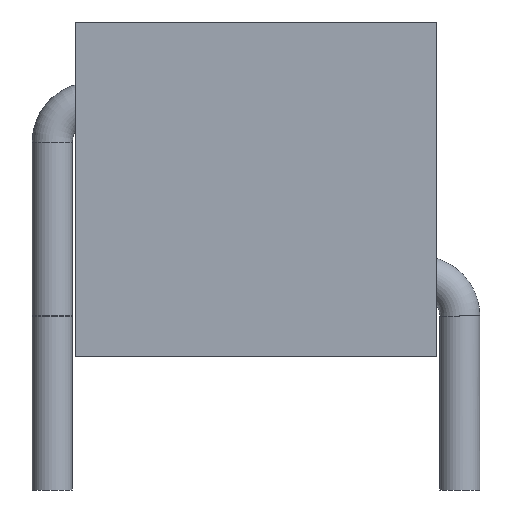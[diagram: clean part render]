
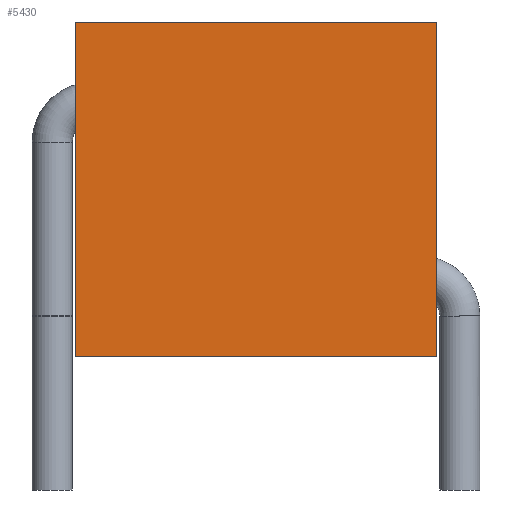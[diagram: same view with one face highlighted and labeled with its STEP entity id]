
A CAD part, front view. The second image highlights one B-rep face of the part: STEP entity #5430.
In plain terms, the highlighted planar face has unit normal (0, -1, 0).
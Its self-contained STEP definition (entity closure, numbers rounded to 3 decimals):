
#436=LINE('',#7791,#906);
#497=LINE('',#8217,#967);
#498=LINE('',#8219,#968);
#499=LINE('',#8221,#969);
#906=VECTOR('',#6295,1000.);
#967=VECTOR('',#6384,1000.);
#968=VECTOR('',#6387,1000.);
#969=VECTOR('',#6388,1000.);
#1774=ORIENTED_EDGE('',*,*,#2581,.F.);
#1775=ORIENTED_EDGE('',*,*,#2582,.F.);
#1776=ORIENTED_EDGE('',*,*,#2504,.F.);
#1777=ORIENTED_EDGE('',*,*,#2580,.T.);
#2504=EDGE_CURVE('',#2935,#2936,#436,.T.);
#2580=EDGE_CURVE('',#2935,#2995,#497,.T.);
#2581=EDGE_CURVE('',#2996,#2995,#498,.T.);
#2582=EDGE_CURVE('',#2936,#2996,#499,.T.);
#2935=VERTEX_POINT('',#7792);
#2936=VERTEX_POINT('',#7793);
#2995=VERTEX_POINT('',#8216);
#2996=VERTEX_POINT('',#8220);
#3237=EDGE_LOOP('',(#1774,#1775,#1776,#1777));
#3490=FACE_BOUND('',#3237,.T.);
#3713=PLANE('',#5642);
#5430=ADVANCED_FACE('',(#3490),#3713,.T.);
#5642=AXIS2_PLACEMENT_3D('',#8218,#6385,#6386);
#6295=DIRECTION('',(-1.,0.,0.));
#6384=DIRECTION('',(0.,0.,1.));
#6385=DIRECTION('',(0.,-1.,0.));
#6386=DIRECTION('',(0.,0.,-1.));
#6387=DIRECTION('',(1.,0.,0.));
#6388=DIRECTION('',(0.,0.,1.));
#7791=CARTESIAN_POINT('',(6.75,-6.75,-1.5));
#7792=CARTESIAN_POINT('',(6.75,-6.75,-1.5));
#7793=CARTESIAN_POINT('',(-6.75,-6.75,-1.5));
#8216=CARTESIAN_POINT('',(6.75,-6.75,11.));
#8217=CARTESIAN_POINT('',(6.75,-6.75,0.));
#8218=CARTESIAN_POINT('',(-6.75,-6.75,0.));
#8219=CARTESIAN_POINT('',(-6.75,-6.75,11.));
#8220=CARTESIAN_POINT('',(-6.75,-6.75,11.));
#8221=CARTESIAN_POINT('',(-6.75,-6.75,0.));
